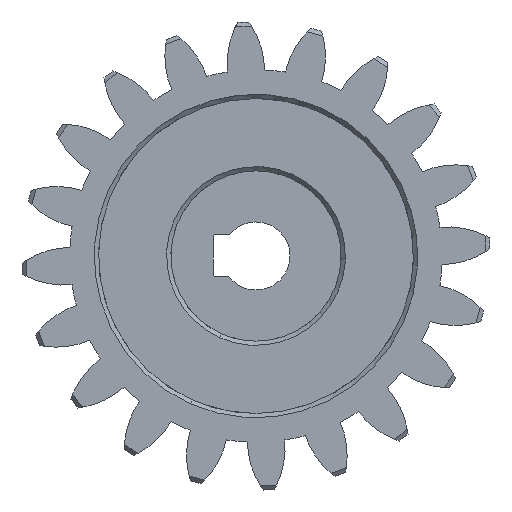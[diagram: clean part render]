
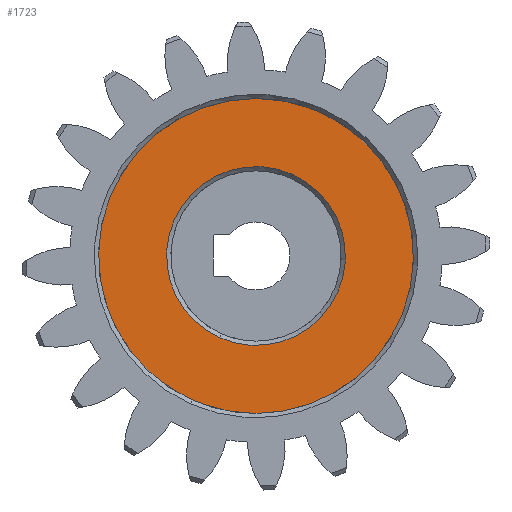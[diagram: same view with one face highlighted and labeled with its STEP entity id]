
A CAD part, left-side view. The second image highlights one B-rep face of the part: STEP entity #1723.
In plain terms, the highlighted planar face has unit normal (-1, 0, 0).
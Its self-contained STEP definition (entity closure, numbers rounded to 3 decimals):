
#174 = DIRECTION ( 'NONE',  ( 1., 0., 0. ) ) ;
#406 = AXIS2_PLACEMENT_3D ( 'NONE', #3686, #2303, #2779 ) ;
#592 = ORIENTED_EDGE ( 'NONE', *, *, #5450, .T. ) ;
#841 = AXIS2_PLACEMENT_3D ( 'NONE', #3097, #5813, #1662 ) ;
#1046 = CARTESIAN_POINT ( 'NONE',  ( 12.923, 84.721, 56.538 ) ) ;
#1094 = VERTEX_POINT ( 'NONE', #3952 ) ;
#1098 = CARTESIAN_POINT ( 'NONE',  ( 12.923, 93.225, 37.337 ) ) ;
#1662 = DIRECTION ( 'NONE',  ( 0., -0.405, 0.914 ) ) ;
#1723 = ADVANCED_FACE ( 'NONE', ( #5000, #4553 ), #3530, .T. ) ;
#1759 = CARTESIAN_POINT ( 'NONE',  ( 12.923, 88.973, 46.937 ) ) ;
#1769 = DIRECTION ( 'NONE',  ( 0., 0., 1. ) ) ;
#1822 = DIRECTION ( 'NONE',  ( 0., 0., 1. ) ) ;
#1856 = EDGE_LOOP ( 'NONE', ( #2702, #592 ) ) ;
#2303 = DIRECTION ( 'NONE',  ( -1., 0., 0. ) ) ;
#2451 = EDGE_CURVE ( 'NONE', #4025, #5617, #4970, .T. ) ;
#2539 = EDGE_LOOP ( 'NONE', ( #3119, #3515 ) ) ;
#2543 = EDGE_CURVE ( 'NONE', #5650, #1094, #3980, .T. ) ;
#2702 = ORIENTED_EDGE ( 'NONE', *, *, #2543, .T. ) ;
#2768 = AXIS2_PLACEMENT_3D ( 'NONE', #4166, #174, #3340 ) ;
#2779 = DIRECTION ( 'NONE',  ( 0., 0., 1. ) ) ;
#3085 = AXIS2_PLACEMENT_3D ( 'NONE', #1759, #3581, #1822 ) ;
#3097 = CARTESIAN_POINT ( 'NONE',  ( 12.923, 88.973, 46.937 ) ) ;
#3119 = ORIENTED_EDGE ( 'NONE', *, *, #4813, .T. ) ;
#3340 = DIRECTION ( 'NONE',  ( 0., -0.405, 0.914 ) ) ;
#3515 = ORIENTED_EDGE ( 'NONE', *, *, #2451, .T. ) ;
#3530 = PLANE ( 'NONE',  #4900 ) ;
#3581 = DIRECTION ( 'NONE',  ( -1., 0., 0. ) ) ;
#3686 = CARTESIAN_POINT ( 'NONE',  ( 12.923, 88.973, 46.937 ) ) ;
#3753 = CARTESIAN_POINT ( 'NONE',  ( 12.923, 88.973, 65.437 ) ) ;
#3839 = CIRCLE ( 'NONE', #3085, 18.5 ) ;
#3952 = CARTESIAN_POINT ( 'NONE',  ( 12.923, 88.973, 28.437 ) ) ;
#3980 = CIRCLE ( 'NONE', #406, 18.5 ) ;
#4025 = VERTEX_POINT ( 'NONE', #1098 ) ;
#4166 = CARTESIAN_POINT ( 'NONE',  ( 12.923, 88.973, 46.937 ) ) ;
#4349 = CIRCLE ( 'NONE', #2768, 10.5 ) ;
#4436 = DIRECTION ( 'NONE',  ( -1., 0., 0. ) ) ;
#4553 = FACE_OUTER_BOUND ( 'NONE', #1856, .T. ) ;
#4813 = EDGE_CURVE ( 'NONE', #5617, #4025, #4349, .T. ) ;
#4900 = AXIS2_PLACEMENT_3D ( 'NONE', #5326, #4436, #1769 ) ;
#4970 = CIRCLE ( 'NONE', #841, 10.5 ) ;
#5000 = FACE_BOUND ( 'NONE', #2539, .T. ) ;
#5326 = CARTESIAN_POINT ( 'NONE',  ( 12.923, 88.973, 46.937 ) ) ;
#5450 = EDGE_CURVE ( 'NONE', #1094, #5650, #3839, .T. ) ;
#5617 = VERTEX_POINT ( 'NONE', #1046 ) ;
#5650 = VERTEX_POINT ( 'NONE', #3753 ) ;
#5813 = DIRECTION ( 'NONE',  ( 1., 0., 0. ) ) ;
